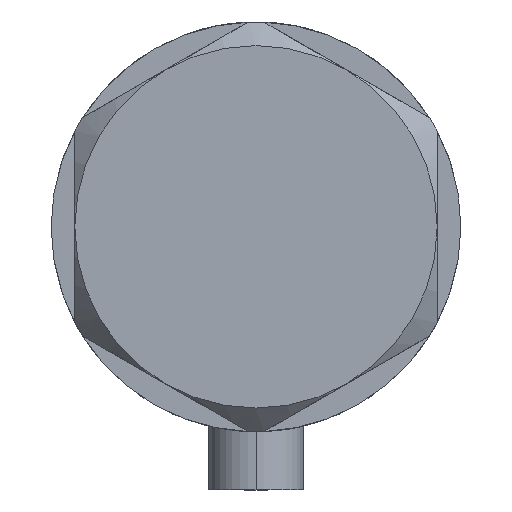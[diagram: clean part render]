
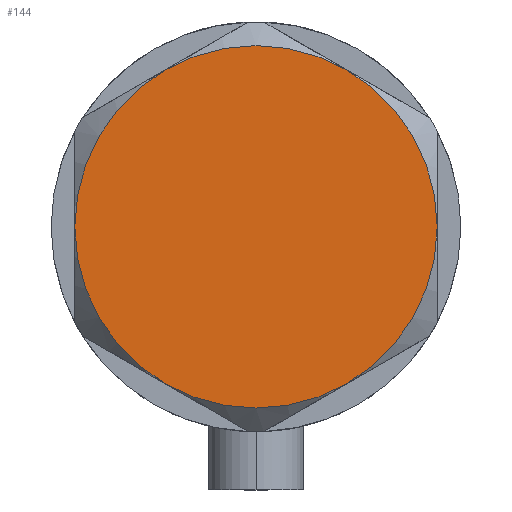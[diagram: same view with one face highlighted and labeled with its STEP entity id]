
A CAD part, left-side view. The second image highlights one B-rep face of the part: STEP entity #144.
In plain terms, the highlighted face is planar.
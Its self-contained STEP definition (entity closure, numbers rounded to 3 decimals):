
#144 = ADVANCED_FACE ( 'NONE', ( #4744 ), #3668, .T. ) ;
#262 = DIRECTION ( 'NONE',  ( 1., 0., 0. ) ) ;
#304 = EDGE_CURVE ( 'NONE', #746, #4691, #503, .T. ) ;
#353 = DIRECTION ( 'NONE',  ( 1., 0., 0. ) ) ;
#503 = CIRCLE ( 'NONE', #971, 23. ) ;
#646 = ORIENTED_EDGE ( 'NONE', *, *, #1510, .T. ) ;
#690 = DIRECTION ( 'NONE',  ( 1., 0., 0. ) ) ;
#701 = CARTESIAN_POINT ( 'NONE',  ( 0., 0., 9. ) ) ;
#746 = VERTEX_POINT ( 'NONE', #3282 ) ;
#749 = AXIS2_PLACEMENT_3D ( 'NONE', #3568, #1325, #2835 ) ;
#817 = DIRECTION ( 'NONE',  ( 1., 0., 0. ) ) ;
#832 = CIRCLE ( 'NONE', #1292, 23. ) ;
#879 = CARTESIAN_POINT ( 'NONE',  ( -11.5, -19.919, 9. ) ) ;
#971 = AXIS2_PLACEMENT_3D ( 'NONE', #2938, #4062, #690 ) ;
#983 = AXIS2_PLACEMENT_3D ( 'NONE', #1978, #1945, #3873 ) ;
#1106 = EDGE_CURVE ( 'NONE', #4150, #2084, #832, .T. ) ;
#1292 = AXIS2_PLACEMENT_3D ( 'NONE', #701, #3224, #353 ) ;
#1296 = CIRCLE ( 'NONE', #749, 23. ) ;
#1308 = AXIS2_PLACEMENT_3D ( 'NONE', #2460, #4356, #4745 ) ;
#1325 = DIRECTION ( 'NONE',  ( 0., 0., 1. ) ) ;
#1342 = EDGE_LOOP ( 'NONE', ( #4040, #3385, #3831, #4172, #3512, #646 ) ) ;
#1510 = EDGE_CURVE ( 'NONE', #2084, #1646, #2424, .T. ) ;
#1619 = AXIS2_PLACEMENT_3D ( 'NONE', #1975, #2363, #817 ) ;
#1646 = VERTEX_POINT ( 'NONE', #1656 ) ;
#1656 = CARTESIAN_POINT ( 'NONE',  ( 11.5, -19.919, 9. ) ) ;
#1777 = CARTESIAN_POINT ( 'NONE',  ( -23., 0., 9. ) ) ;
#1945 = DIRECTION ( 'NONE',  ( 0., 0., 1. ) ) ;
#1975 = CARTESIAN_POINT ( 'NONE',  ( 0., 0., 9. ) ) ;
#1978 = CARTESIAN_POINT ( 'NONE',  ( 0., 0., 9. ) ) ;
#2084 = VERTEX_POINT ( 'NONE', #879 ) ;
#2363 = DIRECTION ( 'NONE',  ( 0., 0., 1. ) ) ;
#2424 = CIRCLE ( 'NONE', #983, 23. ) ;
#2460 = CARTESIAN_POINT ( 'NONE',  ( 0., 0., 9. ) ) ;
#2546 = EDGE_CURVE ( 'NONE', #1646, #746, #2892, .T. ) ;
#2835 = DIRECTION ( 'NONE',  ( 1., 0., 0. ) ) ;
#2869 = EDGE_CURVE ( 'NONE', #3164, #4150, #3731, .T. ) ;
#2887 = DIRECTION ( 'NONE',  ( 0., 0., 1. ) ) ;
#2892 = CIRCLE ( 'NONE', #1308, 23. ) ;
#2938 = CARTESIAN_POINT ( 'NONE',  ( 0., 0., 9. ) ) ;
#3075 = EDGE_CURVE ( 'NONE', #4691, #3164, #1296, .T. ) ;
#3164 = VERTEX_POINT ( 'NONE', #3685 ) ;
#3224 = DIRECTION ( 'NONE',  ( 0., 0., 1. ) ) ;
#3282 = CARTESIAN_POINT ( 'NONE',  ( 23., 0., 9. ) ) ;
#3385 = ORIENTED_EDGE ( 'NONE', *, *, #304, .T. ) ;
#3478 = CARTESIAN_POINT ( 'NONE',  ( 11.5, 19.919, 9. ) ) ;
#3512 = ORIENTED_EDGE ( 'NONE', *, *, #1106, .T. ) ;
#3568 = CARTESIAN_POINT ( 'NONE',  ( 0., 0., 9. ) ) ;
#3668 = PLANE ( 'NONE',  #4121 ) ;
#3685 = CARTESIAN_POINT ( 'NONE',  ( -11.5, 19.919, 9. ) ) ;
#3731 = CIRCLE ( 'NONE', #1619, 23. ) ;
#3831 = ORIENTED_EDGE ( 'NONE', *, *, #3075, .T. ) ;
#3873 = DIRECTION ( 'NONE',  ( 1., 0., 0. ) ) ;
#4040 = ORIENTED_EDGE ( 'NONE', *, *, #2546, .T. ) ;
#4062 = DIRECTION ( 'NONE',  ( 0., 0., 1. ) ) ;
#4121 = AXIS2_PLACEMENT_3D ( 'NONE', #4424, #2887, #262 ) ;
#4150 = VERTEX_POINT ( 'NONE', #1777 ) ;
#4172 = ORIENTED_EDGE ( 'NONE', *, *, #2869, .T. ) ;
#4356 = DIRECTION ( 'NONE',  ( 0., 0., 1. ) ) ;
#4424 = CARTESIAN_POINT ( 'NONE',  ( 0., 0., 9. ) ) ;
#4691 = VERTEX_POINT ( 'NONE', #3478 ) ;
#4744 = FACE_OUTER_BOUND ( 'NONE', #1342, .T. ) ;
#4745 = DIRECTION ( 'NONE',  ( 1., 0., 0. ) ) ;
